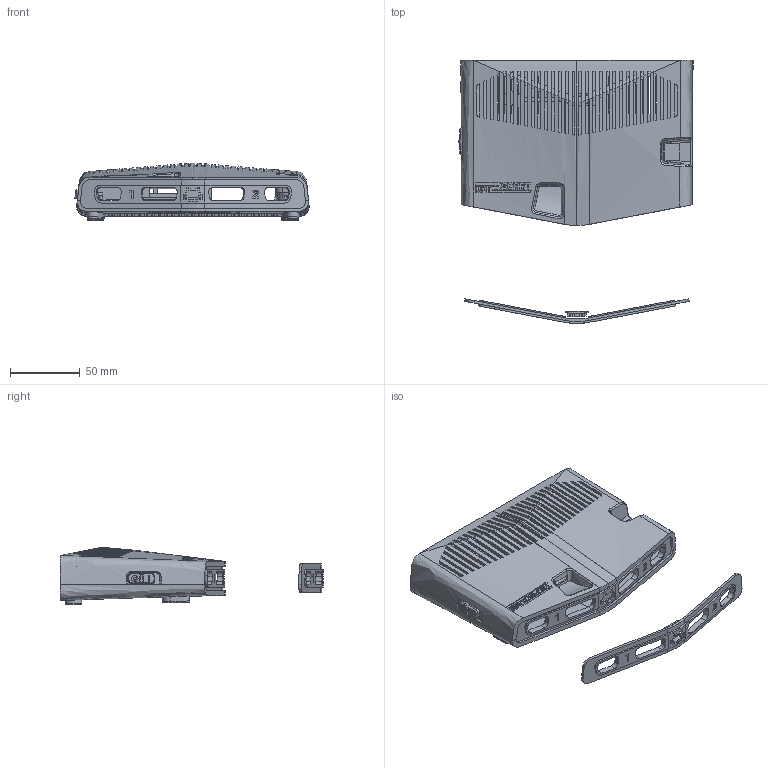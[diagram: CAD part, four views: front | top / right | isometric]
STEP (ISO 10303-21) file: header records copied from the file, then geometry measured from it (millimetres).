
FILE_DESCRIPTION(/* description */ (''),/* implementation_level */ '2;1');
FILE_NAME(/* name */ 'rpi2scart_casing',/* time_stamp */ '2018-03-06T11:55:19+01:00',/* author */ (''),/* organization */ (''),/* preprocessor_version */ 'ST-DEVELOPER v15',/* originating_system */ '',/* authorisation */ '');
FILE_SCHEMA (('AUTOMOTIVE_DESIGN'));
Products named in the file (1): Document
Bounding box: 168.48 x 189.18 x 41.39 mm (x, y, z)
Volume: 65370.7 mm3; surface area: 128145.8 mm2
Topology: 14 solids, 15 shells, 2508 faces, 6920 edges, 4538 vertices
Faces by surface type: bspline 1357, plane 1151
Entity records: 112064 total; most frequent: CARTESIAN_POINT 68034, ORIENTED_EDGE 13833, EDGE_CURVE 6921, B_SPLINE_CURVE_WITH_KNOTS 5981, VERTEX_POINT 4539, EDGE_LOOP 2864, ADVANCED_FACE 2508, FACE_OUTER_BOUND 2508
